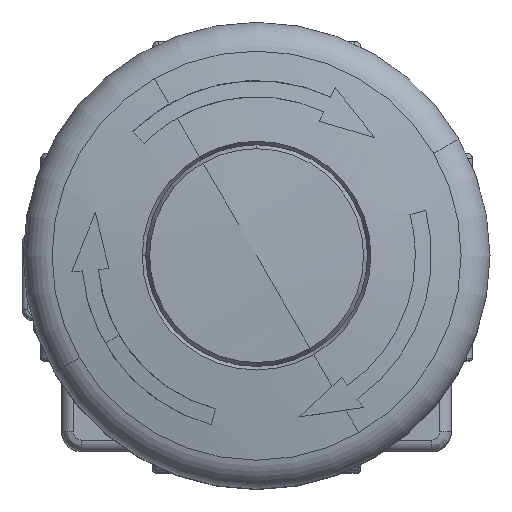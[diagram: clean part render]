
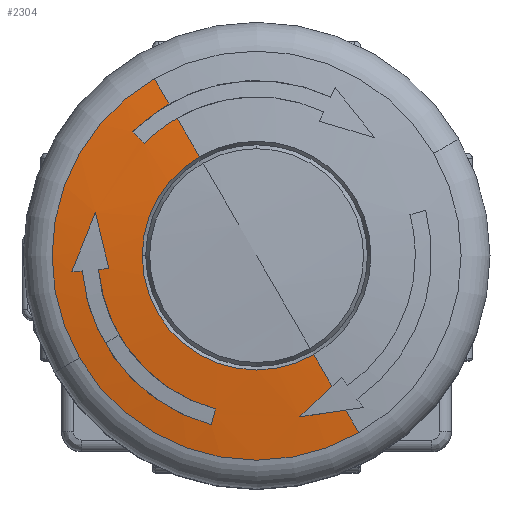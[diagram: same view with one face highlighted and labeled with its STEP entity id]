
A CAD part, top view. The second image highlights one B-rep face of the part: STEP entity #2304.
In plain terms, the highlighted spherical face has radius 100 mm.
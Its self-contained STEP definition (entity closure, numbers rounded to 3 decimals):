
#1422=CARTESIAN_POINT('',(8.656,-9.098,
-100.));
#1423=DIRECTION('',(0.689,-0.724,0.));
#1424=DIRECTION('',(-0.022,-0.021,1.));
#1425=AXIS2_PLACEMENT_3D('',#1422,#1423,#1424);
#1427=CARTESIAN_POINT('',(2.044,-14.054,
-100.));
#1428=DIRECTION('',(-0.144,0.99,0.));
#1429=DIRECTION('',(0.017,0.002,1.));
#1430=AXIS2_PLACEMENT_3D('',#1427,#1428,#1429);
#1432=CARTESIAN_POINT('',(-13.193,5.256,
-100.));
#1433=DIRECTION('',(0.929,-0.37,0.));
#1434=DIRECTION('',(-0.006,-0.016,1.));
#1435=AXIS2_PLACEMENT_3D('',#1432,#1433,#1434);
#1437=CARTESIAN_POINT('',(-12.207,-2.948,
-100.));
#1438=DIRECTION('',(-0.972,-0.235,0.));
#1439=DIRECTION('',(-0.004,0.019,1.));
#1440=AXIS2_PLACEMENT_3D('',#1437,#1438,#1439);
#1442=CARTESIAN_POINT('',(0.,0.,
-1.548));
#1443=DIRECTION('',(0.,0.,-1.));
#1444=DIRECTION('',(-0.866,-0.5,0.));
#1445=AXIS2_PLACEMENT_3D('',#1442,#1443,#1444);
#1482=CARTESIAN_POINT('',(0.,0.,
-1.548));
#1483=DIRECTION('',(0.,0.,-1.));
#1484=DIRECTION('',(0.5,-0.866,0.));
#1485=AXIS2_PLACEMENT_3D('',#1482,#1483,#1484);
#1659=CARTESIAN_POINT('',(0.,0.,
-100.));
#1660=DIRECTION('',(-0.866,-0.5,0.));
#1661=DIRECTION('',(0.065,-0.112,0.992));
#1662=AXIS2_PLACEMENT_3D('',#1659,#1660,#1661);
#1674=CARTESIAN_POINT('',(0.,0.,
-100.));
#1675=DIRECTION('',(-0.866,-0.5,0.));
#1676=DIRECTION('',(-0.049,0.085,0.995));
#1677=AXIS2_PLACEMENT_3D('',#1674,#1675,#1676);
#1689=CARTESIAN_POINT('',(0.,0.,
-100.));
#1690=DIRECTION('',(-0.866,-0.5,0.));
#1691=DIRECTION('',(-0.075,0.13,0.989));
#1692=AXIS2_PLACEMENT_3D('',#1689,#1690,#1691);
#1694=CARTESIAN_POINT('',(0.,0.,
-100.));
#1695=DIRECTION('',(-0.866,-0.5,0.));
#1696=DIRECTION('',(0.088,-0.152,0.985));
#1697=AXIS2_PLACEMENT_3D('',#1694,#1695,#1696);
#1796=CARTESIAN_POINT('',(0.,0.,-0.481));
#1797=DIRECTION('',(0.,0.,-1.));
#1798=DIRECTION('',(0.5,-0.866,0.));
#1799=AXIS2_PLACEMENT_3D('',#1796,#1797,#1798);
#1834=CARTESIAN_POINT('',(0.,0.,-0.481));
#1835=DIRECTION('',(0.,0.,-1.));
#1836=DIRECTION('',(-1.,0.,0.));
#1837=AXIS2_PLACEMENT_3D('',#1834,#1835,#1836);
#1876=CARTESIAN_POINT('',(0.,0.,-0.929));
#1877=DIRECTION('',(0.,0.,-1.));
#1878=DIRECTION('',(-0.707,0.707,0.));
#1879=AXIS2_PLACEMENT_3D('',#1876,#1877,#1878);
#1910=CARTESIAN_POINT('',(0.,0.,
-100.));
#1911=DIRECTION('',(0.707,0.707,0.));
#1912=DIRECTION('',(-0.106,0.106,0.989));
#1913=AXIS2_PLACEMENT_3D('',#1910,#1911,#1912);
#1919=CARTESIAN_POINT('',(0.,0.,-1.131));
#1920=DIRECTION('',(0.,0.,-1.));
#1921=DIRECTION('',(-0.707,0.707,0.));
#1922=AXIS2_PLACEMENT_3D('',#1919,#1920,#1921);
#1987=CARTESIAN_POINT('',(0.,0.,
-100.));
#1988=DIRECTION('',(-0.087,0.996,0.));
#1989=DIRECTION('',(-0.135,-0.012,0.991));
#1990=AXIS2_PLACEMENT_3D('',#1987,#1988,#1989);
#1996=CARTESIAN_POINT('',(0.,0.,-0.929));
#1997=DIRECTION('',(0.,0.,-1.));
#1998=DIRECTION('',(-0.259,-0.966,0.));
#1999=AXIS2_PLACEMENT_3D('',#1996,#1997,#1998);
#2025=CARTESIAN_POINT('',(0.,0.,
-100.));
#2026=DIRECTION('',(-0.966,0.259,0.));
#2027=DIRECTION('',(-0.039,-0.145,0.989));
#2028=AXIS2_PLACEMENT_3D('',#2025,#2026,#2027);
#2034=CARTESIAN_POINT('',(0.,0.,-1.131));
#2035=DIRECTION('',(0.,0.,-1.));
#2036=DIRECTION('',(-0.259,-0.966,0.));
#2037=AXIS2_PLACEMENT_3D('',#2034,#2035,#2036);
#2068=CARTESIAN_POINT('',(0.,0.,
-100.));
#2069=DIRECTION('',(-0.087,0.996,0.));
#2070=DIRECTION('',(-0.158,-0.014,0.987));
#2071=AXIS2_PLACEMENT_3D('',#2068,#2069,#2070);
#2073=CARTESIAN_POINT('',(-15.178,-8.763,
-1.548));
#2074=CARTESIAN_POINT('',(-8.763,15.178,
-1.548));
#2075=VERTEX_POINT('',#2073);
#2076=VERTEX_POINT('',#2074);
#2077=CARTESIAN_POINT('',(8.763,-15.178,
-1.548));
#2078=VERTEX_POINT('',#2077);
#2079=CARTESIAN_POINT('',(7.644,-13.239,
-1.175));
#2080=VERTEX_POINT('',#2079);
#2081=CARTESIAN_POINT('',(3.701,-13.813,
-1.028));
#2082=VERTEX_POINT('',#2081);
#2083=CARTESIAN_POINT('',(6.459,-11.188,
-0.838));
#2084=VERTEX_POINT('',#2083);
#2085=CARTESIAN_POINT('',(4.9,-8.487,
-0.481));
#2086=VERTEX_POINT('',#2085);
#2087=CARTESIAN_POINT('',(-9.799,0.,-0.481));
#2088=VERTEX_POINT('',#2087);
#2089=CARTESIAN_POINT('',(-4.9,8.487,-0.481));
#2090=VERTEX_POINT('',#2089);
#2091=CARTESIAN_POINT('',(-6.8,11.778,
-0.929));
#2092=VERTEX_POINT('',#2091);
#2093=CARTESIAN_POINT('',(-9.617,9.617,
-0.929));
#2094=VERTEX_POINT('',#2093);
#2095=CARTESIAN_POINT('',(-10.607,10.607,
-1.131));
#2096=VERTEX_POINT('',#2095);
#2097=CARTESIAN_POINT('',(-7.5,12.99,
-1.131));
#2098=VERTEX_POINT('',#2097);
#2099=CARTESIAN_POINT('',(-13.813,3.701,
-1.028));
#2100=CARTESIAN_POINT('',(-15.839,-1.386,
-1.272));
#2101=VERTEX_POINT('',#2099);
#2102=VERTEX_POINT('',#2100);
#2103=CARTESIAN_POINT('',(-12.652,-1.107,
-0.81));
#2104=VERTEX_POINT('',#2103);
#2105=CARTESIAN_POINT('',(-13.548,-1.185,
-0.929));
#2106=VERTEX_POINT('',#2105);
#2107=CARTESIAN_POINT('',(-3.52,-13.137,
-0.929));
#2108=VERTEX_POINT('',#2107);
#2109=CARTESIAN_POINT('',(-3.882,-14.489,
-1.131));
#2110=VERTEX_POINT('',#2109);
#2111=CARTESIAN_POINT('',(-14.943,-1.307,
-1.131));
#2112=VERTEX_POINT('',#2111);
#2255=CARTESIAN_POINT('',(0.,0.,
-100.));
#2256=DIRECTION('',(0.,0.,1.));
#2257=DIRECTION('',(-0.5,0.866,0.));
#2258=AXIS2_PLACEMENT_3D('',#2255,#2256,#2257);
#2259=SPHERICAL_SURFACE('',#2258,100.);
#2261=ORIENTED_EDGE('',*,*,#2260,.T.);
#2263=ORIENTED_EDGE('',*,*,#2262,.F.);
#2265=ORIENTED_EDGE('',*,*,#2264,.F.);
#2267=ORIENTED_EDGE('',*,*,#2266,.T.);
#2269=ORIENTED_EDGE('',*,*,#2268,.T.);
#2271=ORIENTED_EDGE('',*,*,#2270,.F.);
#2273=ORIENTED_EDGE('',*,*,#2272,.F.);
#2275=ORIENTED_EDGE('',*,*,#2274,.F.);
#2277=ORIENTED_EDGE('',*,*,#2276,.F.);
#2279=ORIENTED_EDGE('',*,*,#2278,.T.);
#2281=ORIENTED_EDGE('',*,*,#2280,.T.);
#2283=ORIENTED_EDGE('',*,*,#2282,.F.);
#2285=ORIENTED_EDGE('',*,*,#2284,.T.);
#2286=EDGE_LOOP('',(#2261,#2263,#2265,#2267,#2269,#2271,#2273,#2275,#2277,#2279,
#2281,#2283,#2285));
#2287=FACE_OUTER_BOUND('',#2286,.F.);
#2289=ORIENTED_EDGE('',*,*,#2288,.T.);
#2291=ORIENTED_EDGE('',*,*,#2290,.T.);
#2293=ORIENTED_EDGE('',*,*,#2292,.F.);
#2295=ORIENTED_EDGE('',*,*,#2294,.T.);
#2297=ORIENTED_EDGE('',*,*,#2296,.T.);
#2299=ORIENTED_EDGE('',*,*,#2298,.T.);
#2301=ORIENTED_EDGE('',*,*,#2300,.T.);
#2302=EDGE_LOOP('',(#2289,#2291,#2293,#2295,#2297,#2299,#2301));
#2303=FACE_BOUND('',#2302,.F.);
#2304=ADVANCED_FACE('',(#2287,#2303),#2259,.T.);
#1426=CIRCLE('',#1425,99.208);
#1431=CIRCLE('',#1430,98.986);
#1436=CIRCLE('',#1435,98.986);
#1441=CIRCLE('',#1440,99.208);
#1446=CIRCLE('',#1445,17.526);
#1486=CIRCLE('',#1485,17.526);
#1663=CIRCLE('',#1662,100.);
#1678=CIRCLE('',#1677,100.);
#1693=CIRCLE('',#1692,100.);
#1698=CIRCLE('',#1697,100.);
#1800=CIRCLE('',#1799,9.799);
#1838=CIRCLE('',#1837,9.799);
#1880=CIRCLE('',#1879,13.6);
#1914=CIRCLE('',#1913,100.);
#1923=CIRCLE('',#1922,15.);
#1991=CIRCLE('',#1990,100.);
#2000=CIRCLE('',#1999,13.6);
#2029=CIRCLE('',#2028,100.);
#2038=CIRCLE('',#2037,15.);
#2072=CIRCLE('',#2071,100.);
#2260=EDGE_CURVE('',#2075,#2076,#1446,.T.);
#2262=EDGE_CURVE('',#2098,#2076,#1693,.T.);
#2264=EDGE_CURVE('',#2096,#2098,#1923,.T.);
#2266=EDGE_CURVE('',#2096,#2094,#1914,.T.);
#2268=EDGE_CURVE('',#2094,#2092,#1880,.T.);
#2270=EDGE_CURVE('',#2090,#2092,#1678,.T.);
#2272=EDGE_CURVE('',#2088,#2090,#1838,.T.);
#2274=EDGE_CURVE('',#2086,#2088,#1800,.T.);
#2276=EDGE_CURVE('',#2084,#2086,#1663,.T.);
#2278=EDGE_CURVE('',#2084,#2082,#1426,.T.);
#2280=EDGE_CURVE('',#2082,#2080,#1431,.T.);
#2282=EDGE_CURVE('',#2078,#2080,#1698,.T.);
#2284=EDGE_CURVE('',#2078,#2075,#1486,.T.);
#2288=EDGE_CURVE('',#2101,#2102,#1436,.T.);
#2290=EDGE_CURVE('',#2102,#2112,#2072,.T.);
#2292=EDGE_CURVE('',#2110,#2112,#2038,.T.);
#2294=EDGE_CURVE('',#2110,#2108,#2029,.T.);
#2296=EDGE_CURVE('',#2108,#2106,#2000,.T.);
#2298=EDGE_CURVE('',#2106,#2104,#1991,.T.);
#2300=EDGE_CURVE('',#2104,#2101,#1441,.T.);
